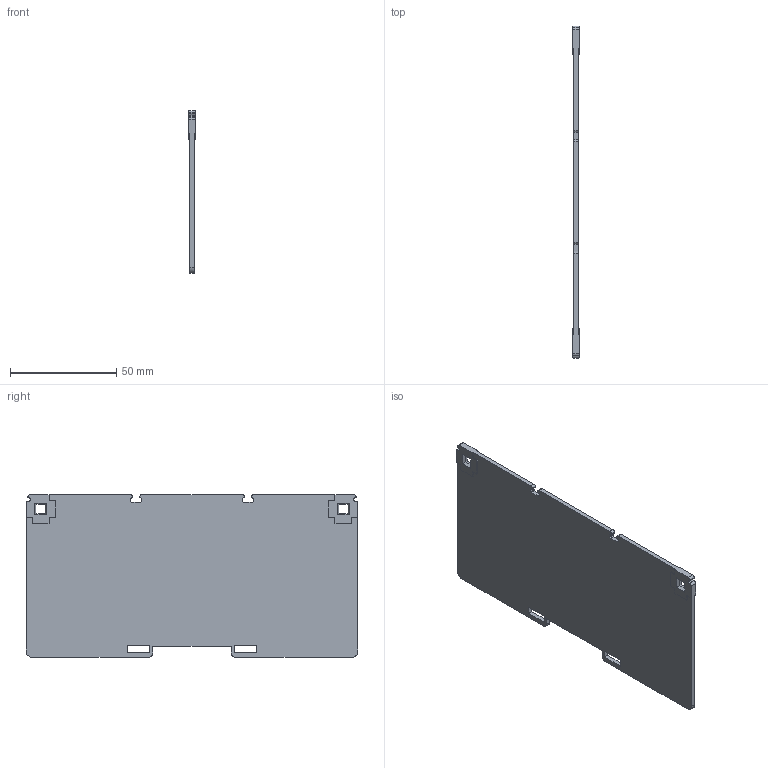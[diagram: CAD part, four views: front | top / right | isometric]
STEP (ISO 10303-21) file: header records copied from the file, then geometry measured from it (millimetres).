
FILE_DESCRIPTION(('CATIA V5 STEP Exchange','CAx-IF Rec.Pracs.--- Model Styling and Organization---1.4--- 2014-01-23'),'2;1');
FILE_NAME ('D1456079_0', '2020-02-24T07:04:36+00:00', ('none'), ('Weidmueller'), 'CATIA Version 5-6 Release 2016 SP3 HF44', 'CATIA V5 STEP AP214', 'none');
FILE_SCHEMA(('AUTOMOTIVE_DESIGN { 1 0 10303 214 1 1 1 1 }'));
Length unit declared in the file: millimetre
Products named in the file (1): 1780890000_WTW_WF10-WF12
Bounding box: 3 x 155.8 x 76.45 mm (x, y, z)
Volume: 23365.6 mm3; surface area: 24406.3 mm2
Topology: 1 solids, 1 shells, 128 faces, 370 edges, 244 vertices
Faces by surface type: plane 98, cylinder 30
Entity records: 4030 total; most frequent: CARTESIAN_POINT 870, ORIENTED_EDGE 740, DIRECTION 504, EDGE_CURVE 370, VECTOR 270, LINE 270, VERTEX_POINT 244, AXIS2_PLACEMENT_3D 143
